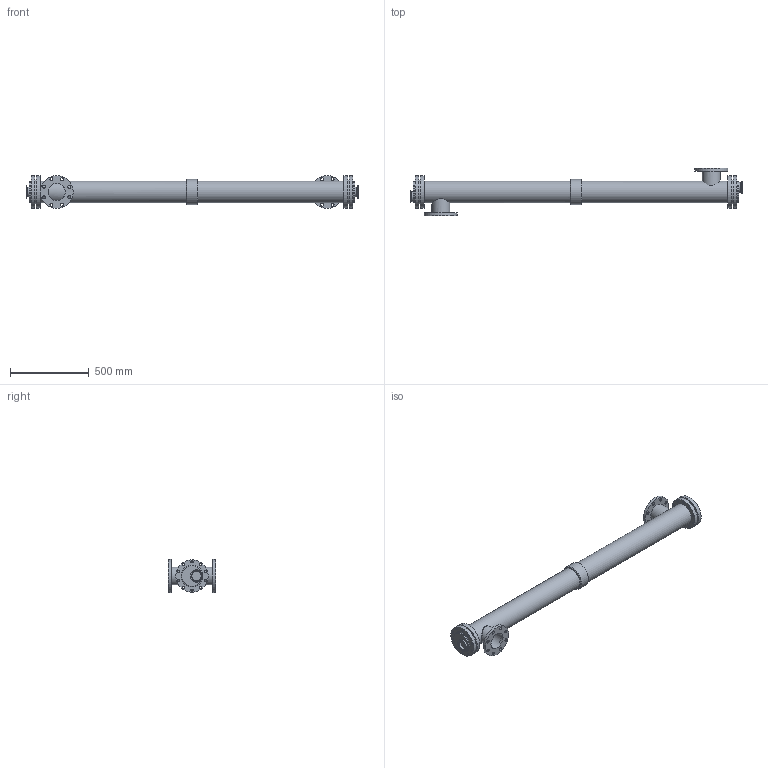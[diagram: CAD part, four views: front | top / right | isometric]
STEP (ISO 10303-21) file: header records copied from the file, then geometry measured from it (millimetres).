
FILE_DESCRIPTION(/* description */ (''),/* implementation_level */ '2;1');
FILE_NAME(/* name */ 'HE125A-100A-25.stp',/* time_stamp */ '2024-04-24T15:00:27+09:00',/* author */ ('autocad33'),/* organization */ (''),/* preprocessor_version */ 'ST-DEVELOPER v19.2',/* originating_system */ 'Autodesk Inventor 2023',/* authorisation */ '');
FILE_SCHEMA (('AUTOMOTIVE_DESIGN { 1 0 10303 214 3 1 1 }'));
Length unit declared in the file: millimetre
Products named in the file (1): HE125A-80A～元-07
Bounding box: 2110 x 300 x 210 mm (x, y, z)
Volume: 34584641.2 mm3; surface area: 1395783.1 mm2
Topology: 1 solids, 1 shells, 111 faces, 271 edges, 181 vertices
Faces by surface type: cylinder 81, plane 20, torus 6, cone 4
Full cylindrical faces by diameter (mm): 14 x40, 19 x16, 59.5 x2, 63.5 x2, 77.5 x2, 108.3 x2, 114.3 x2, 129.4 x2, 139.8 x2, 151 x2, 160 x1, 205 x4, 210 x2
Entity records: 3885 total; most frequent: CARTESIAN_POINT 829, DIRECTION 664, ORIENTED_EDGE 542, AXIS2_PLACEMENT_3D 290, EDGE_CURVE 271, EDGE_LOOP 242, VERTEX_POINT 181, CIRCLE 178
